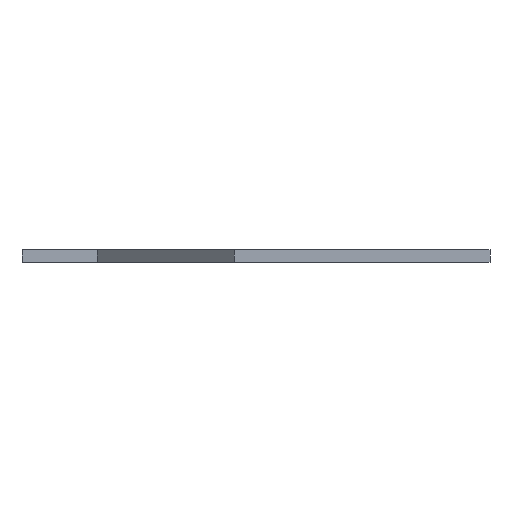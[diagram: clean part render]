
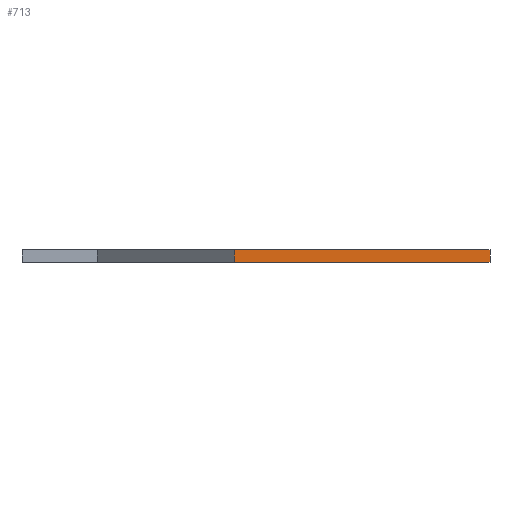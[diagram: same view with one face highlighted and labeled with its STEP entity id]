
A CAD part, front view. The second image highlights one B-rep face of the part: STEP entity #713.
In plain terms, the highlighted planar face has unit normal (0, -1, 0).
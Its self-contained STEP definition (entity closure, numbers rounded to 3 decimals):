
#22 = VERTEX_POINT ( 'NONE', #239 ) ;
#28 = DIRECTION ( 'NONE',  ( 0., 1., 0. ) ) ;
#35 = VERTEX_POINT ( 'NONE', #469 ) ;
#41 = CARTESIAN_POINT ( 'NONE',  ( 0., 181.167, 5. ) ) ;
#100 = VERTEX_POINT ( 'NONE', #1140 ) ;
#108 = VECTOR ( 'NONE', #788, 1000. ) ;
#119 = EDGE_CURVE ( 'NONE', #35, #326, #1134, .T. ) ;
#141 = CARTESIAN_POINT ( 'NONE',  ( -45.954, 181.167, 5. ) ) ;
#154 = ORIENTED_EDGE ( 'NONE', *, *, #1539, .T. ) ;
#198 = CARTESIAN_POINT ( 'NONE',  ( 0., 181.167, 5. ) ) ;
#239 = CARTESIAN_POINT ( 'NONE',  ( 56.297, 181.167, 0. ) ) ;
#300 = DIRECTION ( 'NONE',  ( 0., 0., -1. ) ) ;
#326 = VERTEX_POINT ( 'NONE', #1029 ) ;
#371 = CARTESIAN_POINT ( 'NONE',  ( 0., 181.167, 0. ) ) ;
#437 = AXIS2_PLACEMENT_3D ( 'NONE', #41, #28, #652 ) ;
#469 = CARTESIAN_POINT ( 'NONE',  ( -45.954, 181.167, 5. ) ) ;
#502 = DIRECTION ( 'NONE',  ( 0., 0., -1. ) ) ;
#576 = ORIENTED_EDGE ( 'NONE', *, *, #1120, .F. ) ;
#584 = ORIENTED_EDGE ( 'NONE', *, *, #1360, .F. ) ;
#652 = DIRECTION ( 'NONE',  ( 0., 0., 1. ) ) ;
#661 = LINE ( 'NONE', #198, #108 ) ;
#713 = ADVANCED_FACE ( 'NONE', ( #1149 ), #1266, .F. ) ;
#762 = DIRECTION ( 'NONE',  ( 1., 0., 0. ) ) ;
#788 = DIRECTION ( 'NONE',  ( 1., 0., 0. ) ) ;
#889 = CARTESIAN_POINT ( 'NONE',  ( 56.297, 181.167, 5. ) ) ;
#1029 = CARTESIAN_POINT ( 'NONE',  ( -45.954, 181.167, 0. ) ) ;
#1120 = EDGE_CURVE ( 'NONE', #100, #22, #1294, .T. ) ;
#1122 = LINE ( 'NONE', #371, #1508 ) ;
#1134 = LINE ( 'NONE', #141, #1151 ) ;
#1140 = CARTESIAN_POINT ( 'NONE',  ( 56.297, 181.167, 5. ) ) ;
#1149 = FACE_OUTER_BOUND ( 'NONE', #1304, .T. ) ;
#1151 = VECTOR ( 'NONE', #502, 1000. ) ;
#1266 = PLANE ( 'NONE',  #437 ) ;
#1294 = LINE ( 'NONE', #889, #1506 ) ;
#1304 = EDGE_LOOP ( 'NONE', ( #154, #576, #584, #1464 ) ) ;
#1360 = EDGE_CURVE ( 'NONE', #35, #100, #661, .T. ) ;
#1464 = ORIENTED_EDGE ( 'NONE', *, *, #119, .T. ) ;
#1506 = VECTOR ( 'NONE', #300, 1000. ) ;
#1508 = VECTOR ( 'NONE', #762, 1000. ) ;
#1539 = EDGE_CURVE ( 'NONE', #326, #22, #1122, .T. ) ;
